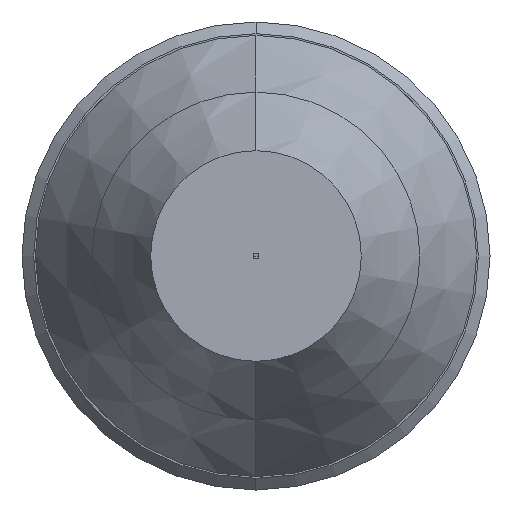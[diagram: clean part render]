
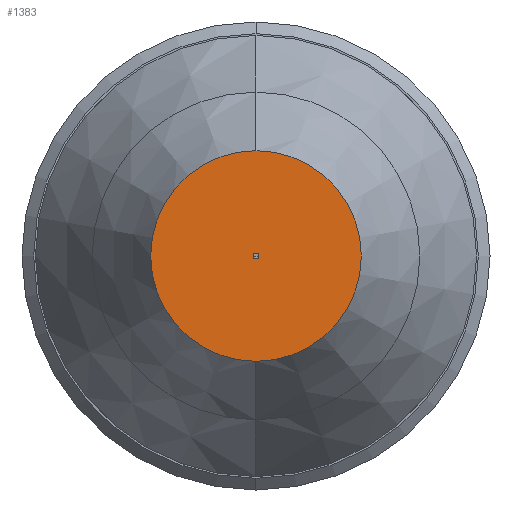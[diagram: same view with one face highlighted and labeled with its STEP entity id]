
A CAD part, left-side view. The second image highlights one B-rep face of the part: STEP entity #1383.
In plain terms, the highlighted planar face has unit normal (-1, 0, 0).
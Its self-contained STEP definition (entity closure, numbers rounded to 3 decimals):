
#49 = FACE_OUTER_BOUND ( 'NONE', #614, .T. ) ;
#65 = CARTESIAN_POINT ( 'NONE',  ( -0.1, 0., 9. ) ) ;
#92 = AXIS2_PLACEMENT_3D ( 'NONE', #1188, #1633, #1067 ) ;
#97 = CARTESIAN_POINT ( 'NONE',  ( -0.1, 0., 0. ) ) ;
#204 = EDGE_CURVE ( 'NONE', #1273, #1784, #271, .T. ) ;
#271 = CIRCLE ( 'NONE', #589, 9. ) ;
#287 = DIRECTION ( 'NONE',  ( 0., 0., 1. ) ) ;
#376 = DIRECTION ( 'NONE',  ( 0., 0., 1. ) ) ;
#411 = ORIENTED_EDGE ( 'NONE', *, *, #1472, .T. ) ;
#432 = ORIENTED_EDGE ( 'NONE', *, *, #1642, .F. ) ;
#589 = AXIS2_PLACEMENT_3D ( 'NONE', #97, #1485, #638 ) ;
#614 = EDGE_LOOP ( 'NONE', ( #1469, #411 ) ) ;
#638 = DIRECTION ( 'NONE',  ( 0., 0., 1. ) ) ;
#709 = AXIS2_PLACEMENT_3D ( 'NONE', #901, #1276, #1707 ) ;
#714 = VERTEX_POINT ( 'NONE', #1517 ) ;
#826 = CIRCLE ( 'NONE', #855, 9. ) ;
#844 = CARTESIAN_POINT ( 'NONE',  ( -0.1, 0., 0. ) ) ;
#855 = AXIS2_PLACEMENT_3D ( 'NONE', #1211, #1609, #376 ) ;
#901 = CARTESIAN_POINT ( 'NONE',  ( -0.1, 0.25, 0. ) ) ;
#964 = DIRECTION ( 'NONE',  ( -1., 0., 0. ) ) ;
#995 = CIRCLE ( 'NONE', #92, 0.25 ) ;
#1056 = AXIS2_PLACEMENT_3D ( 'NONE', #844, #964, #287 ) ;
#1067 = DIRECTION ( 'NONE',  ( 0., 0., 1. ) ) ;
#1124 = EDGE_CURVE ( 'NONE', #714, #1263, #995, .T. ) ;
#1130 = CARTESIAN_POINT ( 'NONE',  ( -0.1, 0., -9. ) ) ;
#1153 = FACE_BOUND ( 'NONE', #1189, .T. ) ;
#1188 = CARTESIAN_POINT ( 'NONE',  ( -0.1, 0., 0. ) ) ;
#1189 = EDGE_LOOP ( 'NONE', ( #1553, #432 ) ) ;
#1211 = CARTESIAN_POINT ( 'NONE',  ( -0.1, 0., 0. ) ) ;
#1262 = CARTESIAN_POINT ( 'NONE',  ( -0.1, 0., -0.25 ) ) ;
#1263 = VERTEX_POINT ( 'NONE', #1262 ) ;
#1273 = VERTEX_POINT ( 'NONE', #1130 ) ;
#1276 = DIRECTION ( 'NONE',  ( 1., 0., 0. ) ) ;
#1383 = ADVANCED_FACE ( 'NONE', ( #1153, #49 ), #1696, .F. ) ;
#1469 = ORIENTED_EDGE ( 'NONE', *, *, #204, .T. ) ;
#1472 = EDGE_CURVE ( 'NONE', #1784, #1273, #826, .T. ) ;
#1485 = DIRECTION ( 'NONE',  ( -1., 0., 0. ) ) ;
#1517 = CARTESIAN_POINT ( 'NONE',  ( -0.1, 0., 0.25 ) ) ;
#1553 = ORIENTED_EDGE ( 'NONE', *, *, #1124, .F. ) ;
#1609 = DIRECTION ( 'NONE',  ( -1., 0., 0. ) ) ;
#1633 = DIRECTION ( 'NONE',  ( -1., 0., 0. ) ) ;
#1642 = EDGE_CURVE ( 'NONE', #1263, #714, #1740, .T. ) ;
#1696 = PLANE ( 'NONE',  #709 ) ;
#1707 = DIRECTION ( 'NONE',  ( 0., 0., -1. ) ) ;
#1740 = CIRCLE ( 'NONE', #1056, 0.25 ) ;
#1784 = VERTEX_POINT ( 'NONE', #65 ) ;
